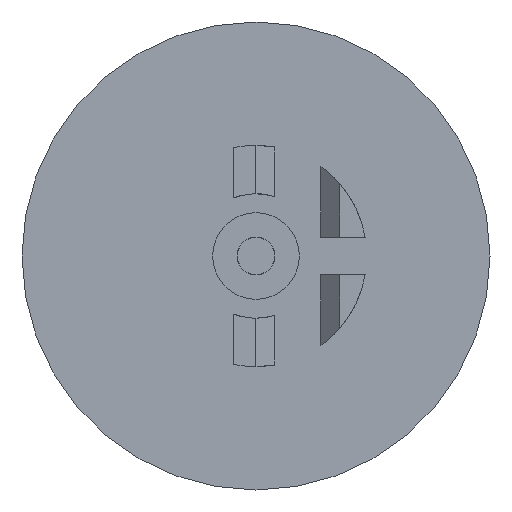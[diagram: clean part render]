
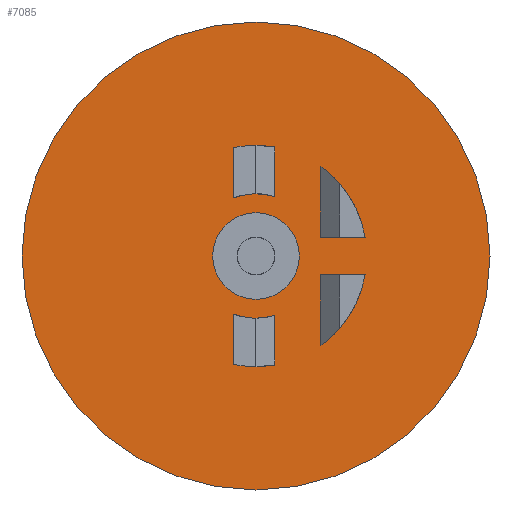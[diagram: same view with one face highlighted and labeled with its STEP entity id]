
A CAD part, left-side view. The second image highlights one B-rep face of the part: STEP entity #7085.
In plain terms, the highlighted planar face has unit normal (-1, 0, 0).
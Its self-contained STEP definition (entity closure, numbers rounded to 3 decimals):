
#1837=CARTESIAN_POINT('',(7.26,0.,0.));
#1838=DIRECTION('',(-1.,0.,0.));
#1839=DIRECTION('',(0.,1.,0.));
#1840=AXIS2_PLACEMENT_3D('',#1837,#1838,#1839);
#1847=DIRECTION('',(0.,0.,-1.));
#1848=VECTOR('',#1847,1.996);
#1849=CARTESIAN_POINT('',(7.26,-0.75,-2.385));
#1850=LINE('',#1849,#1848);
#1851=DIRECTION('',(0.,0.,1.));
#1852=VECTOR('',#1851,2.021);
#1853=CARTESIAN_POINT('',(7.26,0.9,-4.353));
#1854=LINE('',#1853,#1852);
#1855=CARTESIAN_POINT('',(7.26,0.,0.));
#1856=DIRECTION('',(-1.,0.,0.));
#1857=DIRECTION('',(0.,0.202,-0.979));
#1858=AXIS2_PLACEMENT_3D('',#1855,#1856,#1857);
#1860=CARTESIAN_POINT('',(7.26,0.,0.));
#1861=DIRECTION('',(-1.,0.,0.));
#1862=DIRECTION('',(0.,1.,0.));
#1863=AXIS2_PLACEMENT_3D('',#1860,#1861,#1862);
#1865=CARTESIAN_POINT('',(7.26,0.,0.));
#1866=DIRECTION('',(-1.,0.,0.));
#1867=DIRECTION('',(0.,-1.,0.));
#1868=AXIS2_PLACEMENT_3D('',#1865,#1866,#1867);
#1870=CARTESIAN_POINT('',(7.26,0.,0.));
#1871=DIRECTION('',(-1.,0.,0.));
#1872=DIRECTION('',(0.,-0.587,-0.809));
#1873=AXIS2_PLACEMENT_3D('',#1870,#1871,#1872);
#1875=DIRECTION('',(0.,-1.,0.));
#1876=VECTOR('',#1875,1.771);
#1877=CARTESIAN_POINT('',(7.26,-2.61,-0.75));
#1878=LINE('',#1877,#1876);
#1879=DIRECTION('',(0.,0.,1.));
#1880=VECTOR('',#1879,2.848);
#1881=CARTESIAN_POINT('',(7.26,-2.61,-3.598));
#1882=LINE('',#1881,#1880);
#1883=CARTESIAN_POINT('',(7.26,0.,0.));
#1884=DIRECTION('',(1.,0.,0.));
#1885=DIRECTION('',(0.,-0.587,0.809));
#1886=AXIS2_PLACEMENT_3D('',#1883,#1884,#1885);
#1888=DIRECTION('',(0.,0.,1.));
#1889=VECTOR('',#1888,2.848);
#1890=CARTESIAN_POINT('',(7.26,-2.61,0.75));
#1891=LINE('',#1890,#1889);
#1892=DIRECTION('',(0.,1.,0.));
#1893=VECTOR('',#1892,1.771);
#1894=CARTESIAN_POINT('',(7.26,-4.381,0.75));
#1895=LINE('',#1894,#1893);
#1896=DIRECTION('',(0.,0.,1.));
#1897=VECTOR('',#1896,2.021);
#1898=CARTESIAN_POINT('',(7.26,0.9,2.332));
#1899=LINE('',#1898,#1897);
#1900=DIRECTION('',(0.,0.,-1.));
#1901=VECTOR('',#1900,1.996);
#1902=CARTESIAN_POINT('',(7.26,-0.75,4.381));
#1903=LINE('',#1902,#1901);
#1904=CARTESIAN_POINT('',(7.26,0.,0.));
#1905=DIRECTION('',(1.,0.,0.));
#1906=DIRECTION('',(0.,0.202,0.979));
#1907=AXIS2_PLACEMENT_3D('',#1904,#1905,#1906);
#2014=CARTESIAN_POINT('',(7.26,0.,0.));
#2015=DIRECTION('',(-1.,0.,0.));
#2016=DIRECTION('',(0.,-0.3,0.954));
#2017=AXIS2_PLACEMENT_3D('',#2014,#2015,#2016);
#2058=CARTESIAN_POINT('',(7.26,0.,0.));
#2059=DIRECTION('',(1.,0.,0.));
#2060=DIRECTION('',(0.,-0.3,-0.954));
#2061=AXIS2_PLACEMENT_3D('',#2058,#2059,#2060);
#2091=CARTESIAN_POINT('',(7.26,0.,0.));
#2092=DIRECTION('',(-1.,0.,0.));
#2093=DIRECTION('',(0.,-1.,0.));
#2094=AXIS2_PLACEMENT_3D('',#2091,#2092,#2093);
#2690=CARTESIAN_POINT('',(7.26,9.4,0.));
#2691=CARTESIAN_POINT('',(7.26,-9.4,0.));
#2692=VERTEX_POINT('',#2690);
#2693=VERTEX_POINT('',#2691);
#2726=CARTESIAN_POINT('',(7.26,0.9,-4.353));
#2727=VERTEX_POINT('',#2726);
#2728=CARTESIAN_POINT('',(7.26,-4.381,-0.75));
#2730=VERTEX_POINT('',#2728);
#2732=CARTESIAN_POINT('',(7.26,0.9,4.353));
#2733=VERTEX_POINT('',#2732);
#2734=CARTESIAN_POINT('',(7.26,-4.381,0.75));
#2736=VERTEX_POINT('',#2734);
#2738=CARTESIAN_POINT('',(7.26,0.9,-2.332));
#2739=VERTEX_POINT('',#2738);
#2740=CARTESIAN_POINT('',(7.26,0.9,2.332));
#2741=VERTEX_POINT('',#2740);
#2742=CARTESIAN_POINT('',(7.26,-0.75,-4.381));
#2743=VERTEX_POINT('',#2742);
#2744=CARTESIAN_POINT('',(7.26,-2.61,-3.598));
#2745=VERTEX_POINT('',#2744);
#2746=CARTESIAN_POINT('',(7.26,-0.75,4.381));
#2747=VERTEX_POINT('',#2746);
#2748=CARTESIAN_POINT('',(7.26,-2.61,3.598));
#2749=VERTEX_POINT('',#2748);
#2750=CARTESIAN_POINT('',(7.26,-0.75,-2.385));
#2751=VERTEX_POINT('',#2750);
#2752=CARTESIAN_POINT('',(7.26,-0.75,2.385));
#2753=VERTEX_POINT('',#2752);
#2754=CARTESIAN_POINT('',(7.26,-2.61,-0.75));
#2755=VERTEX_POINT('',#2754);
#2756=CARTESIAN_POINT('',(7.26,-2.61,0.75));
#2757=VERTEX_POINT('',#2756);
#2781=CARTESIAN_POINT('',(7.26,1.74,0.));
#2782=CARTESIAN_POINT('',(7.26,-1.74,0.));
#2783=VERTEX_POINT('',#2781);
#2784=VERTEX_POINT('',#2782);
#7033=CARTESIAN_POINT('',(7.26,0.,0.));
#7034=DIRECTION('',(-1.,0.,0.));
#7035=DIRECTION('',(0.,1.,0.));
#7036=AXIS2_PLACEMENT_3D('',#7033,#7034,#7035);
#7037=PLANE('',#7036);
#7038=ORIENTED_EDGE('',*,*,#7023,.F.);
#7040=ORIENTED_EDGE('',*,*,#7039,.F.);
#7041=EDGE_LOOP('',(#7038,#7040));
#7042=FACE_OUTER_BOUND('',#7041,.F.);
#7044=ORIENTED_EDGE('',*,*,#7043,.T.);
#7046=ORIENTED_EDGE('',*,*,#7045,.T.);
#7047=EDGE_LOOP('',(#7044,#7046));
#7048=FACE_BOUND('',#7047,.F.);
#7050=ORIENTED_EDGE('',*,*,#7049,.T.);
#7052=ORIENTED_EDGE('',*,*,#7051,.F.);
#7054=ORIENTED_EDGE('',*,*,#7053,.F.);
#7055=EDGE_LOOP('',(#7050,#7052,#7054));
#7056=FACE_BOUND('',#7055,.F.);
#7058=ORIENTED_EDGE('',*,*,#7057,.F.);
#7060=ORIENTED_EDGE('',*,*,#7059,.F.);
#7062=ORIENTED_EDGE('',*,*,#7061,.F.);
#7063=EDGE_LOOP('',(#7058,#7060,#7062));
#7064=FACE_BOUND('',#7063,.F.);
#7066=ORIENTED_EDGE('',*,*,#7065,.F.);
#7068=ORIENTED_EDGE('',*,*,#7067,.T.);
#7070=ORIENTED_EDGE('',*,*,#7069,.F.);
#7072=ORIENTED_EDGE('',*,*,#7071,.T.);
#7073=EDGE_LOOP('',(#7066,#7068,#7070,#7072));
#7074=FACE_BOUND('',#7073,.F.);
#7076=ORIENTED_EDGE('',*,*,#7075,.F.);
#7078=ORIENTED_EDGE('',*,*,#7077,.F.);
#7080=ORIENTED_EDGE('',*,*,#7079,.F.);
#7082=ORIENTED_EDGE('',*,*,#7081,.F.);
#7083=EDGE_LOOP('',(#7076,#7078,#7080,#7082));
#7084=FACE_BOUND('',#7083,.F.);
#1841=CIRCLE('',#1840,9.4);
#1859=CIRCLE('',#1858,4.445);
#1864=CIRCLE('',#1863,1.74);
#1869=CIRCLE('',#1868,1.74);
#1874=CIRCLE('',#1873,4.445);
#1887=CIRCLE('',#1886,4.445);
#1908=CIRCLE('',#1907,4.445);
#2018=CIRCLE('',#2017,2.5);
#2062=CIRCLE('',#2061,2.5);
#2095=CIRCLE('',#2094,9.4);
#7023=EDGE_CURVE('',#2692,#2693,#1841,.T.);
#7039=EDGE_CURVE('',#2693,#2692,#2095,.T.);
#7043=EDGE_CURVE('',#2783,#2784,#1864,.T.);
#7045=EDGE_CURVE('',#2784,#2783,#1869,.T.);
#7049=EDGE_CURVE('',#2745,#2730,#1874,.T.);
#7051=EDGE_CURVE('',#2755,#2730,#1878,.T.);
#7053=EDGE_CURVE('',#2745,#2755,#1882,.T.);
#7057=EDGE_CURVE('',#2749,#2736,#1887,.T.);
#7059=EDGE_CURVE('',#2757,#2749,#1891,.T.);
#7061=EDGE_CURVE('',#2736,#2757,#1895,.T.);
#7065=EDGE_CURVE('',#2751,#2743,#1850,.T.);
#7067=EDGE_CURVE('',#2751,#2739,#2062,.T.);
#7069=EDGE_CURVE('',#2727,#2739,#1854,.T.);
#7071=EDGE_CURVE('',#2727,#2743,#1859,.T.);
#7075=EDGE_CURVE('',#2741,#2733,#1899,.T.);
#7077=EDGE_CURVE('',#2753,#2741,#2018,.T.);
#7079=EDGE_CURVE('',#2747,#2753,#1903,.T.);
#7081=EDGE_CURVE('',#2733,#2747,#1908,.T.);
#7085=ADVANCED_FACE('',(#7042,#7048,#7056,#7064,#7074,#7084),#7037,.T.);
